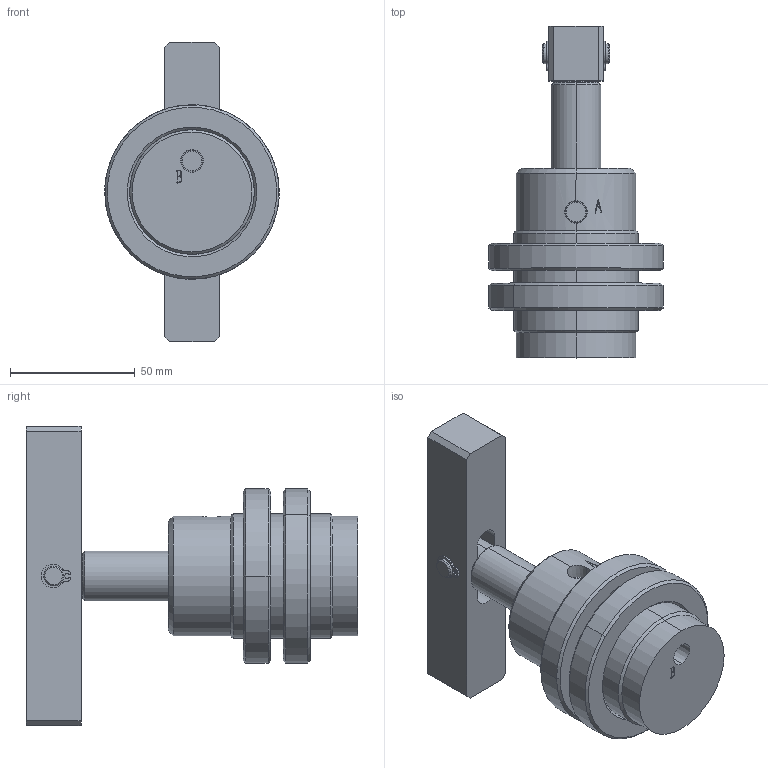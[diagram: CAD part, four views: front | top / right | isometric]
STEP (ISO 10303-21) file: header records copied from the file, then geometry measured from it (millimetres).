
FILE_DESCRIPTION (( 'STEP AP203' ), '1' );
FILE_NAME ('HNTSD-32.STEP', '2019-10-07T01:34:56', ( '微软用户' ), ( '微软中国' ), 'SwSTEP 2.0', 'SolidWorks 2012', '' );
FILE_SCHEMA (( 'CONFIG_CONTROL_DESIGN' ));
Length unit declared in the file: millimetre
Products named in the file (7): HNTSD-32; circlips for shaft--type a small gb_GB_CONNECTING_PIECE_RING_RRA 8; HNTSD-32种; HNSD-32揤旋; HNTSD-32蹟譫; HNSD-32活塞杆; HNTS-32掛极
Assembly tree (8 placements, depth 2):
  HNTSD-32
    HNTS-32掛极
    HNSD-32活塞杆
    HNTSD-32蹟譫  x2
    HNSD-32揤旋
    HNTSD-32种
    circlips for shaft--type a small gb_GB_CONNECTING_PIECE_RING_RRA 8  x2
Bounding box: 70 x 133 x 120 mm (x, y, z)
Volume: 225563.8 mm3; surface area: 58435 mm2
Topology: 8 solids, 8 shells, 218 faces, 519 edges, 332 vertices
Faces by surface type: plane 81, cylinder 79, cone 35, bspline 19, torus 4
Entity records: 7401 total; most frequent: CARTESIAN_POINT 2395, ORIENTED_EDGE 876, DIRECTION 864, EDGE_CURVE 438, AXIS2_PLACEMENT_3D 331, VERTEX_POINT 280, EDGE_LOOP 210, VECTOR 202
